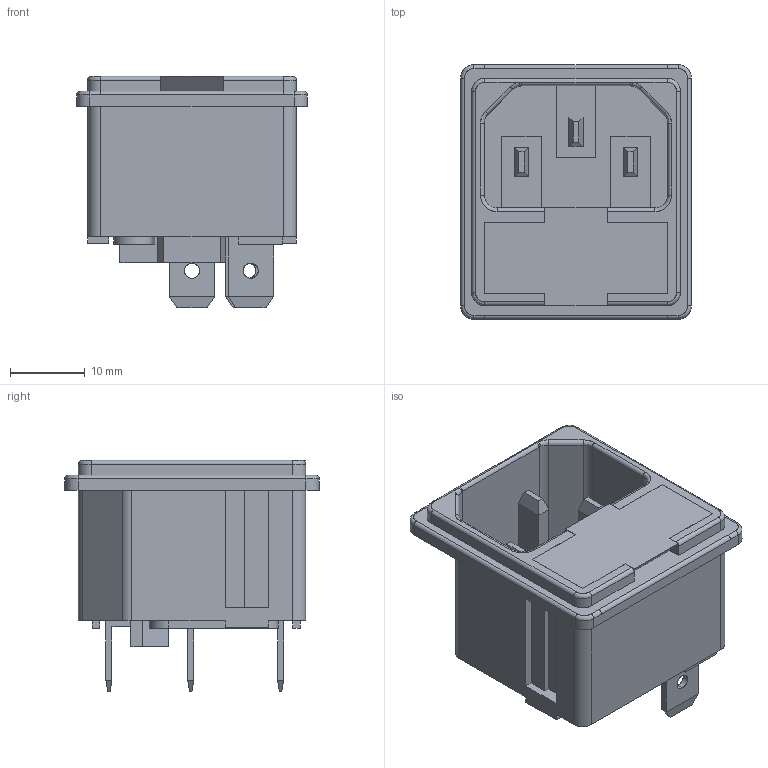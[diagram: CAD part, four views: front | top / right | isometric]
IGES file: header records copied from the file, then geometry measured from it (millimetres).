
Start section: SolidWorks IGES file using analytic representation for surfaces
Global section: file name: 83110141.IGS; native system: SolidWorks 2007; preprocessor: SolidWorks 2007; author: rmarsh; date: 070731.102304; units: millimetre
Bounding box: 30.9 x 34.1 x 31 mm (x, y, z)
Surface area: 9315 mm2 (no closed solid volume)
Topology: 0 solids, 0 shells, 291 faces, 1996 edges, 1996 vertices
Faces by surface type: bspline 242, revolution 49
